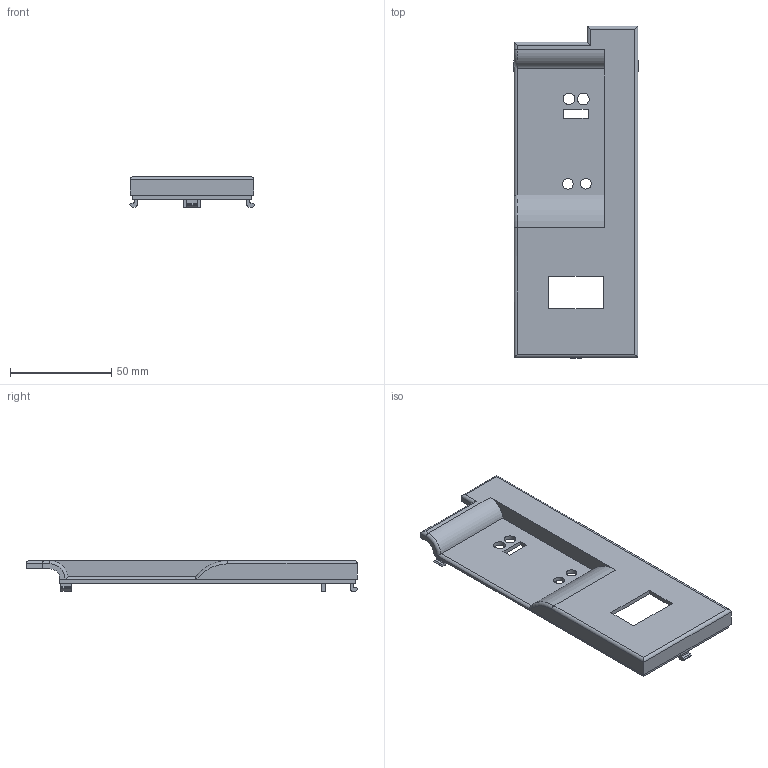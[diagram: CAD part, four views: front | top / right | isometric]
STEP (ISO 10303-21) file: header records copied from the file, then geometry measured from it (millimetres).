
FILE_DESCRIPTION(/* description */ (''),/* implementation_level */ '2;1');
FILE_NAME(/* name */ 'ATAS rev1.step',/* time_stamp */ '2024-05-19T20:46:27+07:00',/* author */ (''),/* organization */ (''),/* preprocessor_version */ 'ST-DEVELOPER v20',/* originating_system */ 'Autodesk Translation Framework v13.14.0.145',/* authorisation */ '');
FILE_SCHEMA (('AUTOMOTIVE_DESIGN { 1 0 10303 214 3 1 1 }'));
Length unit declared in the file: millimetre
Products named in the file (1): ATAS
Bounding box: 61.84 x 164.31 x 15.05 mm (x, y, z)
Volume: 25912 mm3; surface area: 27083 mm2
Topology: 1 solids, 1 shells, 104 faces, 283 edges, 182 vertices
Faces by surface type: plane 79, cylinder 23, torus 2
Full cylindrical faces by diameter (mm): 5.3 x2, 5.8 x2
Entity records: 3304 total; most frequent: CARTESIAN_POINT 596, ORIENTED_EDGE 566, DIRECTION 531, EDGE_CURVE 283, LINE 237, VECTOR 237, VERTEX_POINT 182, AXIS2_PLACEMENT_3D 147
